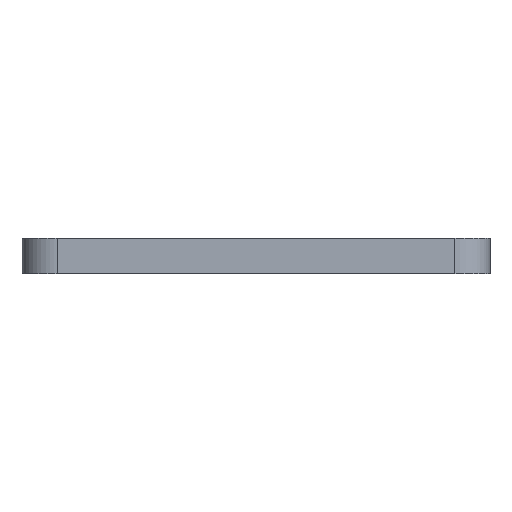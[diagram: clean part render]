
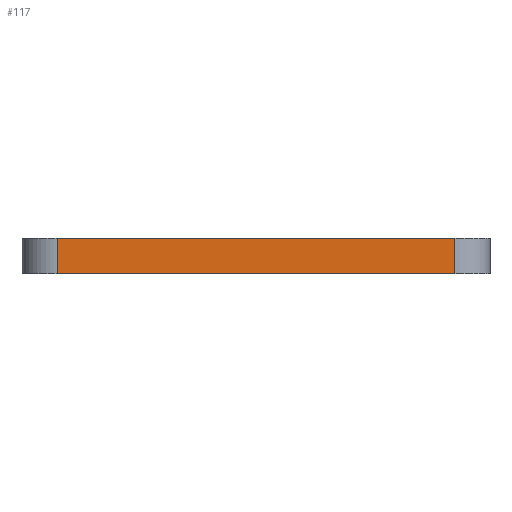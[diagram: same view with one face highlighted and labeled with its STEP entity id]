
A CAD part, left-side view. The second image highlights one B-rep face of the part: STEP entity #117.
In plain terms, the highlighted planar face has unit normal (-1, 0, 0).
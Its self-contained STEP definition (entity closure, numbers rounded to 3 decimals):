
#117=ADVANCED_FACE('',(#307),#3407,.T.);
#307=FACE_OUTER_BOUND('',#497,.T.);
#497=EDGE_LOOP('',(#786,#787,#788,#789));
#786=ORIENTED_EDGE('',*,*,#1912,.T.);
#787=ORIENTED_EDGE('',*,*,#1913,.T.);
#788=ORIENTED_EDGE('',*,*,#1914,.F.);
#789=ORIENTED_EDGE('',*,*,#1910,.F.);
#1910=EDGE_CURVE('',#3036,#3037,#3022,.T.);
#1912=EDGE_CURVE('',#3036,#3038,#2469,.T.);
#1913=EDGE_CURVE('',#3038,#3039,#2470,.T.);
#1914=EDGE_CURVE('',#3037,#3039,#2471,.T.);
#2469=B_SPLINE_CURVE_WITH_KNOTS('',1,(#4604,#4605),.UNSPECIFIED.,.F.,.F.,
(2,2),(70.712,104.712),.UNSPECIFIED.);
#2470=B_SPLINE_CURVE_WITH_KNOTS('',1,(#4606,#4607),.UNSPECIFIED.,.F.,.F.,
(2,2),(0.,3.),.UNSPECIFIED.);
#2471=B_SPLINE_CURVE_WITH_KNOTS('',1,(#4608,#4609),.UNSPECIFIED.,.F.,.F.,
(2,2),(70.712,104.712),.UNSPECIFIED.);
#3022=(
BOUNDED_CURVE()
B_SPLINE_CURVE(1,(#4599,#4600),.UNSPECIFIED.,.F.,.F.)
B_SPLINE_CURVE_WITH_KNOTS((2,2),(0.,3.),.UNSPECIFIED.)
CURVE()
GEOMETRIC_REPRESENTATION_ITEM()
RATIONAL_B_SPLINE_CURVE((1.,1.))
REPRESENTATION_ITEM('')
);
#3036=VERTEX_POINT('',#4210);
#3037=VERTEX_POINT('',#4211);
#3038=VERTEX_POINT('',#4212);
#3039=VERTEX_POINT('',#4213);
#3407=PLANE('',#3617);
#3617=AXIS2_PLACEMENT_3D('',#4007,#3806,$);
#3806=DIRECTION('',(-1.,0.,0.));
#4007=CARTESIAN_POINT('',(-36.,17.,-1.5));
#4210=CARTESIAN_POINT('',(-36.,17.,-1.5));
#4211=CARTESIAN_POINT('',(-36.,17.,1.5));
#4212=CARTESIAN_POINT('',(-36.,-17.,-1.5));
#4213=CARTESIAN_POINT('',(-36.,-17.,1.5));
#4599=CARTESIAN_POINT('',(-36.,17.,-1.5));
#4600=CARTESIAN_POINT('',(-36.,17.,1.5));
#4604=CARTESIAN_POINT('',(-36.,17.,-1.5));
#4605=CARTESIAN_POINT('',(-36.,-17.,-1.5));
#4606=CARTESIAN_POINT('',(-36.,-17.,-1.5));
#4607=CARTESIAN_POINT('',(-36.,-17.,1.5));
#4608=CARTESIAN_POINT('',(-36.,17.,1.5));
#4609=CARTESIAN_POINT('',(-36.,-17.,1.5));
